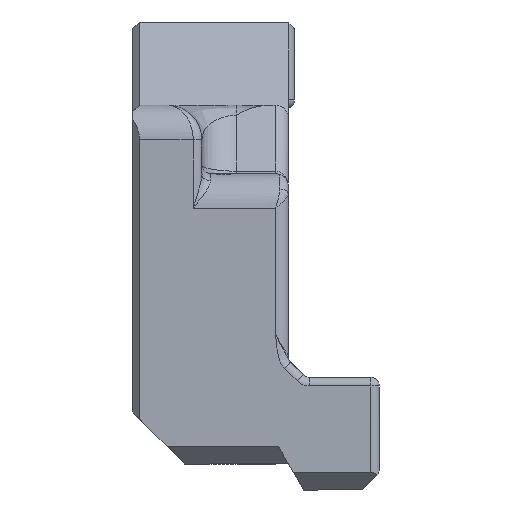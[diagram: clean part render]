
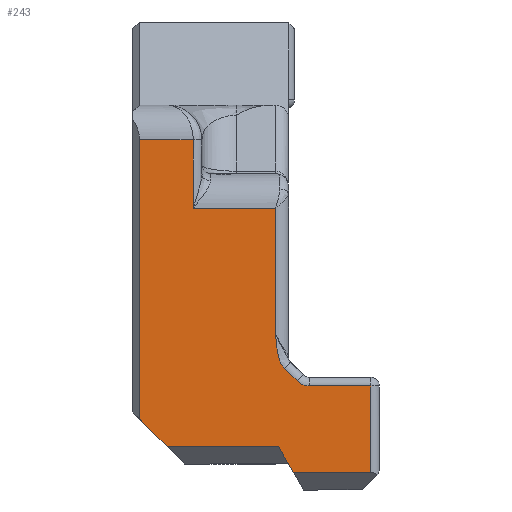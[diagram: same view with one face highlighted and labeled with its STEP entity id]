
A CAD part, front view. The second image highlights one B-rep face of the part: STEP entity #243.
In plain terms, the highlighted planar face has unit normal (0, -1, 0).
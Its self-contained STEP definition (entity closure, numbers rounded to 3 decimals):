
#4 = CARTESIAN_POINT ( 'NONE',  ( -46., 9., -60. ) ) ;
#6 = EDGE_LOOP ( 'NONE', ( #1874, #1304, #1156, #15, #811, #3056, #1740, #250, #3087, #60, #2387, #1871, #1878, #716 ) ) ;
#15 = ORIENTED_EDGE ( 'NONE', *, *, #2272, .T. ) ;
#30 = CARTESIAN_POINT ( 'NONE',  ( -58.25, 9., -40.8 ) ) ;
#35 = CARTESIAN_POINT ( 'NONE',  ( -50.75, 9., -59.5 ) ) ;
#60 = ORIENTED_EDGE ( 'NONE', *, *, #655, .T. ) ;
#62 = DIRECTION ( 'NONE',  ( -0.707, 0., 0.707 ) ) ;
#74 = DIRECTION ( 'NONE',  ( 0., -1., 0. ) ) ;
#78 = CARTESIAN_POINT ( 'NONE',  ( -59.35, 9., -56.9 ) ) ;
#102 = VECTOR ( 'NONE', #62, 1000. ) ;
#114 = LINE ( 'NONE', #1076, #1748 ) ;
#143 = B_SPLINE_CURVE_WITH_KNOTS ( 'NONE', 3,
 ( #2476, #2466, #3000, #2735, #2502, #722, #986, #1991, #463, #940 ),
 .UNSPECIFIED., .F., .F.,
 ( 4, 2, 2, 2, 4 ),
 ( 0., 0.001, 0.001, 0.002, 0.002 ),
 .UNSPECIFIED. ) ;
#150 = VECTOR ( 'NONE', #1829, 1000. ) ;
#170 = CARTESIAN_POINT ( 'NONE',  ( -51.5, 9., -52.043 ) ) ;
#243 = ADVANCED_FACE ( 'NONE', ( #1448 ), #662, .F. ) ;
#250 = ORIENTED_EDGE ( 'NONE', *, *, #803, .T. ) ;
#319 = CIRCLE ( 'NONE', #1814, 1. ) ;
#347 = CARTESIAN_POINT ( 'NONE',  ( -49.543, 9., -55. ) ) ;
#362 = CARTESIAN_POINT ( 'NONE',  ( -46., 9., 0. ) ) ;
#375 = VERTEX_POINT ( 'NONE', #4 ) ;
#443 = VERTEX_POINT ( 'NONE', #3054 ) ;
#463 = CARTESIAN_POINT ( 'NONE',  ( -51.483, 9., -52.211 ) ) ;
#473 = CARTESIAN_POINT ( 'NONE',  ( -46., 9., -55. ) ) ;
#477 = VECTOR ( 'NONE', #1731, 1000. ) ;
#501 = VERTEX_POINT ( 'NONE', #2915 ) ;
#562 = CARTESIAN_POINT ( 'NONE',  ( -58.25, 9., -44.75 ) ) ;
#571 = CARTESIAN_POINT ( 'NONE',  ( -59.75, 9., -56.5 ) ) ;
#640 = LINE ( 'NONE', #658, #1162 ) ;
#655 = EDGE_CURVE ( 'NONE', #1860, #2433, #640, .T. ) ;
#658 = CARTESIAN_POINT ( 'NONE',  ( -49.75, 9., -55. ) ) ;
#662 = PLANE ( 'NONE',  #2945 ) ;
#676 = EDGE_CURVE ( 'NONE', #1200, #2877, #1367, .T. ) ;
#680 = CARTESIAN_POINT ( 'NONE',  ( -51.5, 9., -42.75 ) ) ;
#716 = ORIENTED_EDGE ( 'NONE', *, *, #2053, .T. ) ;
#719 = CARTESIAN_POINT ( 'NONE',  ( -56.25, 9., -40.8 ) ) ;
#722 = CARTESIAN_POINT ( 'NONE',  ( -51.407, 9., -52.888 ) ) ;
#737 = CARTESIAN_POINT ( 'NONE',  ( -50.25, 9., -54.707 ) ) ;
#777 = CARTESIAN_POINT ( 'NONE',  ( -50.461, 9., -60. ) ) ;
#783 = VERTEX_POINT ( 'NONE', #777 ) ;
#789 = DIRECTION ( 'NONE',  ( 0., 0., -1. ) ) ;
#803 = EDGE_CURVE ( 'NONE', #783, #375, #114, .T. ) ;
#811 = ORIENTED_EDGE ( 'NONE', *, *, #879, .T. ) ;
#874 = DIRECTION ( 'NONE',  ( 0., 0., 1. ) ) ;
#879 = EDGE_CURVE ( 'NONE', #1628, #1182, #3088, .T. ) ;
#906 = VECTOR ( 'NONE', #1022, 1000. ) ;
#940 = CARTESIAN_POINT ( 'NONE',  ( -51.5, 9., -52.043 ) ) ;
#986 = CARTESIAN_POINT ( 'NONE',  ( -51.428, 9., -52.719 ) ) ;
#1022 = DIRECTION ( 'NONE',  ( 0.5, 0., -0.866 ) ) ;
#1063 = VECTOR ( 'NONE', #1884, 1000. ) ;
#1070 = CARTESIAN_POINT ( 'NONE',  ( -56.25, 9., -40.8 ) ) ;
#1076 = CARTESIAN_POINT ( 'NONE',  ( -45.5, 9., -60. ) ) ;
#1117 = VECTOR ( 'NONE', #789, 1000. ) ;
#1130 = CARTESIAN_POINT ( 'NONE',  ( -50.982, 9., -53.975 ) ) ;
#1139 = DIRECTION ( 'NONE',  ( 1., 0., 0. ) ) ;
#1156 = ORIENTED_EDGE ( 'NONE', *, *, #676, .T. ) ;
#1162 = VECTOR ( 'NONE', #2412, 1000. ) ;
#1182 = VERTEX_POINT ( 'NONE', #3074 ) ;
#1185 = EDGE_CURVE ( 'NONE', #443, #783, #2775, .T. ) ;
#1200 = VERTEX_POINT ( 'NONE', #1070 ) ;
#1304 = ORIENTED_EDGE ( 'NONE', *, *, #2875, .T. ) ;
#1367 = LINE ( 'NONE', #30, #2062 ) ;
#1378 = LINE ( 'NONE', #1887, #102 ) ;
#1384 = DIRECTION ( 'NONE',  ( 0., 0., 1. ) ) ;
#1448 = FACE_OUTER_BOUND ( 'NONE', #6, .T. ) ;
#1457 = DIRECTION ( 'NONE',  ( 0., 0., 1. ) ) ;
#1474 = EDGE_CURVE ( 'NONE', #2692, #2482, #143, .T. ) ;
#1506 = CARTESIAN_POINT ( 'NONE',  ( -59.35, 9., -40.8 ) ) ;
#1604 = VECTOR ( 'NONE', #1457, 1000. ) ;
#1628 = VERTEX_POINT ( 'NONE', #78 ) ;
#1632 = LINE ( 'NONE', #362, #2541 ) ;
#1726 = EDGE_CURVE ( 'NONE', #375, #1860, #1632, .T. ) ;
#1731 = DIRECTION ( 'NONE',  ( 1., 0., 0. ) ) ;
#1740 = ORIENTED_EDGE ( 'NONE', *, *, #1185, .T. ) ;
#1748 = VECTOR ( 'NONE', #1139, 1000. ) ;
#1766 = LINE ( 'NONE', #2984, #477 ) ;
#1814 = AXIS2_PLACEMENT_3D ( 'NONE', #2089, #74, #2889 ) ;
#1829 = DIRECTION ( 'NONE',  ( 0.707, 0., -0.707 ) ) ;
#1849 = DIRECTION ( 'NONE',  ( -1., 0., 0. ) ) ;
#1860 = VERTEX_POINT ( 'NONE', #473 ) ;
#1871 = ORIENTED_EDGE ( 'NONE', *, *, #3069, .T. ) ;
#1874 = ORIENTED_EDGE ( 'NONE', *, *, #2317, .T. ) ;
#1878 = ORIENTED_EDGE ( 'NONE', *, *, #1474, .T. ) ;
#1884 = DIRECTION ( 'NONE',  ( 0., 0., 1. ) ) ;
#1887 = CARTESIAN_POINT ( 'NONE',  ( -81.604, 9., -23.354 ) ) ;
#1914 = VECTOR ( 'NONE', #1849, 1000. ) ;
#1923 = LINE ( 'NONE', #680, #1063 ) ;
#1968 = VERTEX_POINT ( 'NONE', #2101 ) ;
#1991 = CARTESIAN_POINT ( 'NONE',  ( -51.466, 9., -52.381 ) ) ;
#2053 = EDGE_CURVE ( 'NONE', #2482, #1968, #1923, .T. ) ;
#2062 = VECTOR ( 'NONE', #2375, 1000. ) ;
#2089 = CARTESIAN_POINT ( 'NONE',  ( -49.543, 9., -54. ) ) ;
#2101 = CARTESIAN_POINT ( 'NONE',  ( -51.5, 9., -44.75 ) ) ;
#2197 = DIRECTION ( 'NONE',  ( 0., 1., 0. ) ) ;
#2272 = EDGE_CURVE ( 'NONE', #2877, #1628, #2297, .T. ) ;
#2280 = CARTESIAN_POINT ( 'NONE',  ( -59.35, 9., 0. ) ) ;
#2297 = LINE ( 'NONE', #2280, #1117 ) ;
#2311 = LINE ( 'NONE', #562, #1914 ) ;
#2317 = EDGE_CURVE ( 'NONE', #1968, #501, #2311, .T. ) ;
#2375 = DIRECTION ( 'NONE',  ( -1., 0., 0. ) ) ;
#2387 = ORIENTED_EDGE ( 'NONE', *, *, #3084, .F. ) ;
#2412 = DIRECTION ( 'NONE',  ( -1., 0., 0. ) ) ;
#2433 = VERTEX_POINT ( 'NONE', #347 ) ;
#2452 = CARTESIAN_POINT ( 'NONE',  ( -58.25, 9., 0. ) ) ;
#2466 = CARTESIAN_POINT ( 'NONE',  ( -51.104, 9., -53.853 ) ) ;
#2476 = CARTESIAN_POINT ( 'NONE',  ( -50.982, 9., -53.975 ) ) ;
#2482 = VERTEX_POINT ( 'NONE', #170 ) ;
#2502 = CARTESIAN_POINT ( 'NONE',  ( -51.35, 9., -53.223 ) ) ;
#2510 = VERTEX_POINT ( 'NONE', #737 ) ;
#2528 = EDGE_CURVE ( 'NONE', #1182, #443, #1766, .T. ) ;
#2541 = VECTOR ( 'NONE', #1384, 1000. ) ;
#2692 = VERTEX_POINT ( 'NONE', #1130 ) ;
#2735 = CARTESIAN_POINT ( 'NONE',  ( -51.315, 9., -53.389 ) ) ;
#2775 = LINE ( 'NONE', #35, #906 ) ;
#2875 = EDGE_CURVE ( 'NONE', #501, #1200, #3247, .T. ) ;
#2877 = VERTEX_POINT ( 'NONE', #1506 ) ;
#2889 = DIRECTION ( 'NONE',  ( 0., 0., 1. ) ) ;
#2915 = CARTESIAN_POINT ( 'NONE',  ( -56.25, 9., -44.75 ) ) ;
#2945 = AXIS2_PLACEMENT_3D ( 'NONE', #2452, #2197, #874 ) ;
#2984 = CARTESIAN_POINT ( 'NONE',  ( -58.25, 9., -58.5 ) ) ;
#3000 = CARTESIAN_POINT ( 'NONE',  ( -51.193, 9., -53.705 ) ) ;
#3054 = CARTESIAN_POINT ( 'NONE',  ( -51.327, 9., -58.5 ) ) ;
#3056 = ORIENTED_EDGE ( 'NONE', *, *, #2528, .T. ) ;
#3069 = EDGE_CURVE ( 'NONE', #2510, #2692, #1378, .T. ) ;
#3074 = CARTESIAN_POINT ( 'NONE',  ( -57.75, 9., -58.5 ) ) ;
#3084 = EDGE_CURVE ( 'NONE', #2510, #2433, #319, .T. ) ;
#3087 = ORIENTED_EDGE ( 'NONE', *, *, #1726, .T. ) ;
#3088 = LINE ( 'NONE', #571, #150 ) ;
#3247 = LINE ( 'NONE', #719, #1604 ) ;
